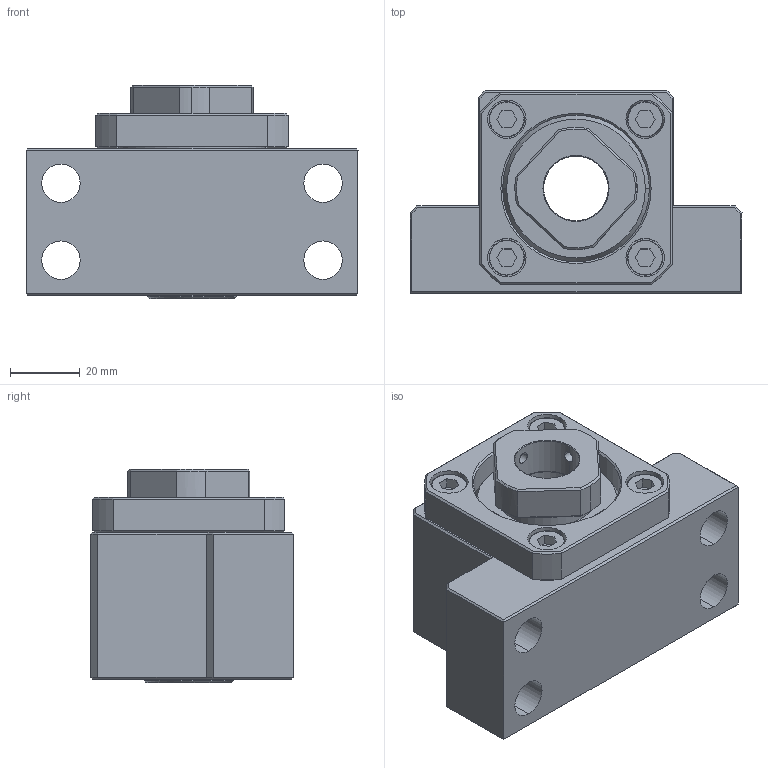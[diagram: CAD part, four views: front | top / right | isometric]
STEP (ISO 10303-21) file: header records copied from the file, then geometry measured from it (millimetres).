
FILE_DESCRIPTION (( 'STEP AP214' ), '1' );
FILE_NAME ('EK20-M.STEP', '2019-04-04T09:16:33', ( '' ), ( '' ), 'SwSTEP 2.0', 'SolidWorks 2015', '' );
FILE_SCHEMA (( 'AUTOMOTIVE_DESIGN' ));
Length unit declared in the file: millimetre
Products named in the file (1): EK20-M
Bounding box: 95 x 58.1 x 61 mm (x, y, z)
Surface area: 37565.8 mm2 (no closed solid volume)
Topology: 0 solids, 35 shells, 756 faces, 2021 edges, 1326 vertices
Faces by surface type: plane 631, cylinder 47, cone 45, bspline 33
Entity records: 26172 total; most frequent: CARTESIAN_POINT 6647, ORIENTED_EDGE 3969, DIRECTION 3498, EDGE_CURVE 2021, VECTOR 1748, LINE 1748, VERTEX_POINT 1326, AXIS2_PLACEMENT_3D 875
